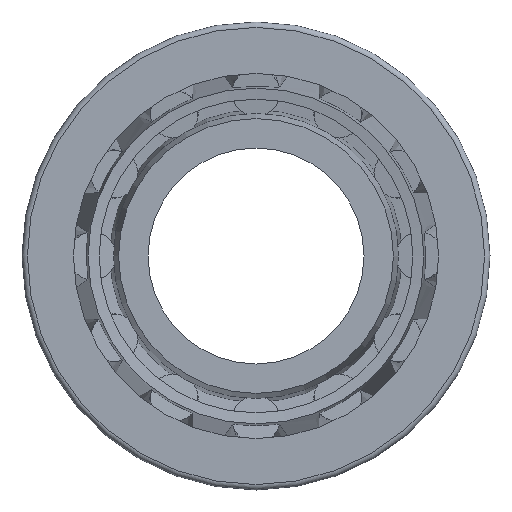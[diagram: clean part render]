
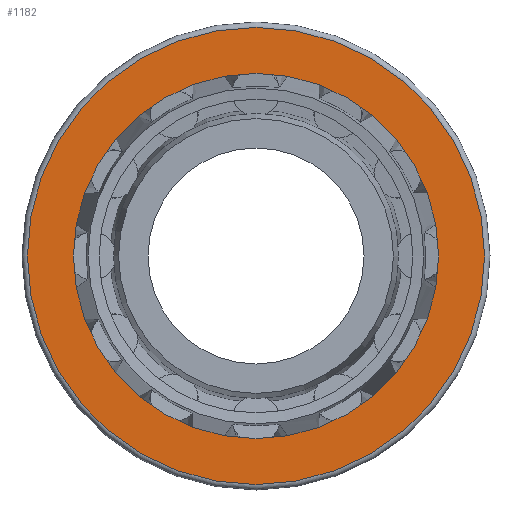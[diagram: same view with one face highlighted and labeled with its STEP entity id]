
A CAD part, left-side view. The second image highlights one B-rep face of the part: STEP entity #1182.
In plain terms, the highlighted planar face has unit normal (-1, 0, 0).
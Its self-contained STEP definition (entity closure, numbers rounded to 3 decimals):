
#140=PLANE('',#1322);
#210=ORIENTED_EDGE('',*,*,#528,.T.);
#211=ORIENTED_EDGE('',*,*,#529,.F.);
#528=EDGE_CURVE('',#692,#692,#808,.T.);
#529=EDGE_CURVE('',#693,#693,#809,.T.);
#692=VERTEX_POINT('',#1970);
#693=VERTEX_POINT('',#1972);
#808=CIRCLE('',#1323,101.413);
#809=CIRCLE('',#1324,127.);
#886=EDGE_LOOP('',(#210));
#887=EDGE_LOOP('',(#211));
#1022=FACE_BOUND('',#886,.T.);
#1023=FACE_BOUND('',#887,.T.);
#1182=ADVANCED_FACE('',(#1022,#1023),#140,.T.);
#1322=AXIS2_PLACEMENT_3D('',#1968,#1556,#1557);
#1323=AXIS2_PLACEMENT_3D('',#1969,#1558,#1559);
#1324=AXIS2_PLACEMENT_3D('',#1971,#1560,#1561);
#1556=DIRECTION('',(-1.,0.,0.));
#1557=DIRECTION('',(0.,0.,1.));
#1558=DIRECTION('',(1.,0.,0.));
#1559=DIRECTION('',(0.,0.,-1.));
#1560=DIRECTION('',(1.,0.,0.));
#1561=DIRECTION('',(0.,0.,-1.));
#1968=CARTESIAN_POINT('',(0.,127.,0.));
#1969=CARTESIAN_POINT('',(0.,0.,0.));
#1970=CARTESIAN_POINT('',(0.,0.,-101.413));
#1971=CARTESIAN_POINT('',(0.,0.,0.));
#1972=CARTESIAN_POINT('',(0.,0.,-127.));
